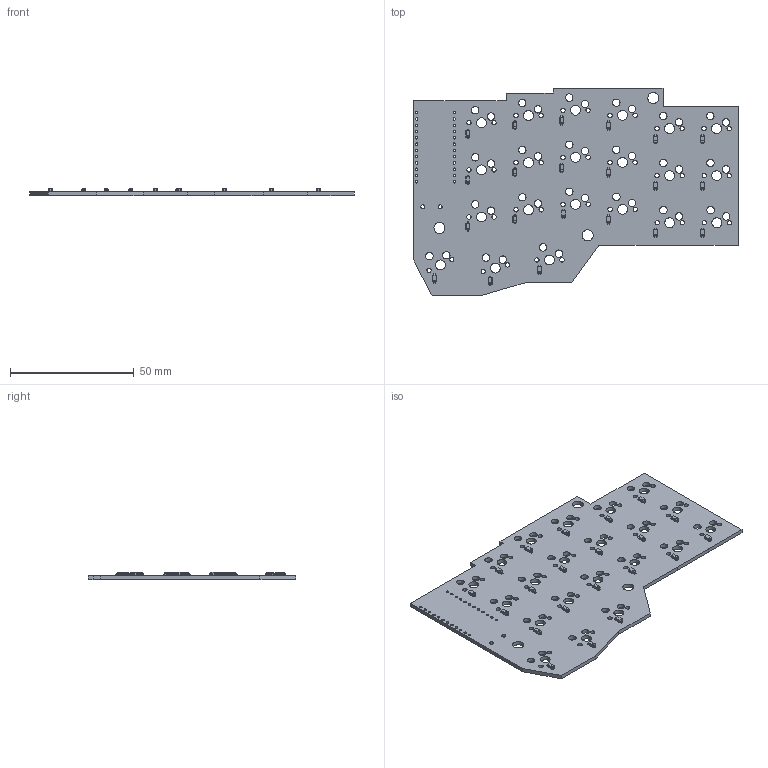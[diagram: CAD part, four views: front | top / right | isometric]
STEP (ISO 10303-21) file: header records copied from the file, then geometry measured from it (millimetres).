
FILE_DESCRIPTION(('KiCad electronic assembly'),'2;1');
FILE_NAME('KeyboardTest2.step','2024-05-22T01:27:44',('Pcbnew'),('Kicad' ),'Open CASCADE STEP processor 7.7','KiCad to STEP converter', 'Unknown');
FILE_SCHEMA(('AUTOMOTIVE_DESIGN { 1 0 10303 214 1 1 1 1 }'));
Length unit declared in the file: millimetre
Products named in the file (4): KeyboardTest2 1; D_SOD-123; D_SOD_123; KeyboardTest2_PCB
Assembly tree (23 placements, depth 3):
  KeyboardTest2 1
    D_SOD-123  x21
      D_SOD_123
    KeyboardTest2_PCB
Bounding box: 131.5 x 84 x 2.9 mm (x, y, z)
Volume: 13470.6 mm3; surface area: 19425.4 mm2
Topology: 22 solids, 22 shells, 1564 faces, 3741 edges, 2242 vertices
Faces by surface type: plane 716, bspline 546, cylinder 302
Full cylindrical faces by diameter (mm): 1 x24, 1.6 x2, 1.75 x42, 3 x42, 3.988 x21, 4.472 x3
Entity records: 8449 total; most frequent: CARTESIAN_POINT 1381, DIRECTION 1317, ORIENTED_EDGE 1242, EDGE_CURVE 621, AXIS2_PLACEMENT_3D 506, FACE_BOUND 493, EDGE_LOOP 493, VERTEX_POINT 402
